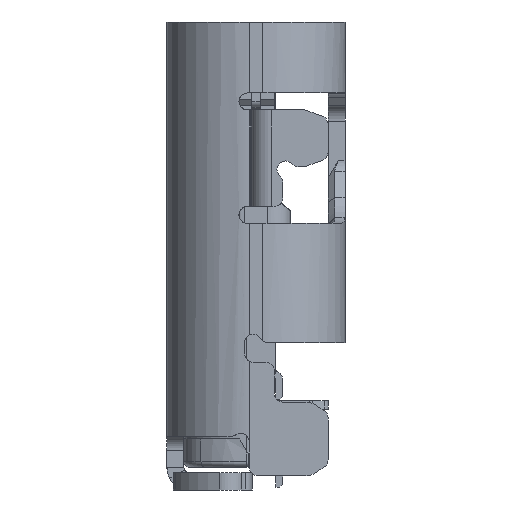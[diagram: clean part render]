
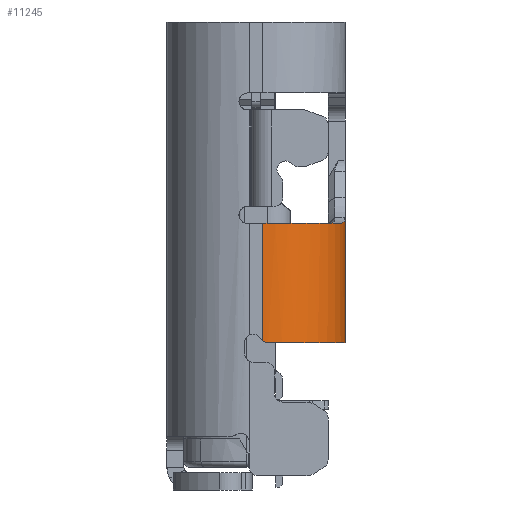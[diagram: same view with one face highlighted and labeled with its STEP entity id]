
A CAD part, left-side view. The second image highlights one B-rep face of the part: STEP entity #11245.
In plain terms, the highlighted cylindrical face has radius 1.45 mm (diameter 2.9 mm), a partial arc.
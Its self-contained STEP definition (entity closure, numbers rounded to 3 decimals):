
#54 = CARTESIAN_POINT ( 'NONE',  ( -4.47, -0.12, -0.915 ) ) ;
#333 = CARTESIAN_POINT ( 'NONE',  ( -4.467, -0.216, -0.95 ) ) ;
#853 = CARTESIAN_POINT ( 'NONE',  ( -4.47, -0.149, -0.939 ) ) ;
#1911 = CARTESIAN_POINT ( 'NONE',  ( -3.334, -1.536, 1.162 ) ) ;
#2387 = VERTEX_POINT ( 'NONE', #47471 ) ;
#5589 = CARTESIAN_POINT ( 'NONE',  ( -3.02, -0.12, -3.3 ) ) ;
#6259 = CARTESIAN_POINT ( 'NONE',  ( -3.156, -1.564, 1.201 ) ) ;
#6327 = EDGE_CURVE ( 'NONE', #33586, #31503, #38927, .T. ) ;
#8341 = VERTEX_POINT ( 'NONE', #46318 ) ;
#9229 = CARTESIAN_POINT ( 'NONE',  ( -3.415, -1.515, 1.153 ) ) ;
#9910 = B_SPLINE_CURVE_WITH_KNOTS ( 'NONE', 3,
 ( #34202, #30682, #29846, #47172, #9229, #30115, #39081, #1911, #18455, #51528, #25752, #30944, #10321, #43385, #6259, #17640, #22791, #42323, #50709, #31994, #15735 ),
 .UNSPECIFIED., .F., .F.,
 ( 4, 1, 1, 1, 1, 1, 1, 1, 1, 1, 1, 1, 1, 1, 1, 1, 1, 1, 4 ),
 ( 0., 0.1, 0.111, 0.2, 0.222, 0.3, 0.333, 0.4, 0.444, 0.5, 0.556, 0.6, 0.667, 0.7, 0.778, 0.8, 0.889, 0.9, 1. ),
 .UNSPECIFIED. ) ;
#10321 = CARTESIAN_POINT ( 'NONE',  ( -3.207, -1.558, 1.187 ) ) ;
#11245 = ADVANCED_FACE ( 'NONE', ( #29452 ), #26182, .T. ) ;
#11507 = CARTESIAN_POINT ( 'NONE',  ( -3.02, -0.12, 1.15 ) ) ;
#12427 = DIRECTION ( 'NONE',  ( 0., 0., 1. ) ) ;
#13186 = DIRECTION ( 'NONE',  ( 1., 0., 0. ) ) ;
#13576 = CARTESIAN_POINT ( 'NONE',  ( -4.467, -0.216, -0.95 ) ) ;
#15620 = EDGE_CURVE ( 'NONE', #8341, #2387, #32052, .T. ) ;
#15735 = CARTESIAN_POINT ( 'NONE',  ( -3.02, -1.57, 1.251 ) ) ;
#15873 = EDGE_CURVE ( 'NONE', #52198, #2387, #28680, .T. ) ;
#17640 = CARTESIAN_POINT ( 'NONE',  ( -3.135, -1.566, 1.207 ) ) ;
#18455 = CARTESIAN_POINT ( 'NONE',  ( -3.311, -1.541, 1.165 ) ) ;
#22125 = DIRECTION ( 'NONE',  ( 0., 0., 1. ) ) ;
#22791 = CARTESIAN_POINT ( 'NONE',  ( -3.104, -1.568, 1.218 ) ) ;
#23004 = B_SPLINE_CURVE_WITH_KNOTS ( 'NONE', 3,
 ( #333, #46400, #853, #54 ),
 .UNSPECIFIED., .F., .F.,
 ( 4, 4 ),
 ( 0., 1. ),
 .UNSPECIFIED. ) ;
#23393 = CARTESIAN_POINT ( 'NONE',  ( -3.02, -1.57, -0.95 ) ) ;
#24805 = DIRECTION ( 'NONE',  ( -0.998, -0.066, 0. ) ) ;
#25752 = CARTESIAN_POINT ( 'NONE',  ( -3.259, -1.55, 1.175 ) ) ;
#26182 = CYLINDRICAL_SURFACE ( 'NONE', #36654, 1.45 ) ;
#28680 = LINE ( 'NONE', #49547, #30344 ) ;
#28964 = CARTESIAN_POINT ( 'NONE',  ( -3.02, -1.57, 1.251 ) ) ;
#29452 = FACE_OUTER_BOUND ( 'NONE', #29743, .T. ) ;
#29743 = EDGE_LOOP ( 'NONE', ( #49878, #46784, #36082, #29960, #31526, #44639 ) ) ;
#29846 = CARTESIAN_POINT ( 'NONE',  ( -3.467, -1.499, 1.15 ) ) ;
#29960 = ORIENTED_EDGE ( 'NONE', *, *, #15620, .T. ) ;
#30115 = CARTESIAN_POINT ( 'NONE',  ( -3.385, -1.523, 1.156 ) ) ;
#30344 = VECTOR ( 'NONE', #12427, 1000. ) ;
#30682 = CARTESIAN_POINT ( 'NONE',  ( -3.485, -1.493, 1.15 ) ) ;
#30944 = CARTESIAN_POINT ( 'NONE',  ( -3.234, -1.554, 1.18 ) ) ;
#31503 = VERTEX_POINT ( 'NONE', #23393 ) ;
#31526 = ORIENTED_EDGE ( 'NONE', *, *, #15873, .F. ) ;
#31592 = EDGE_CURVE ( 'NONE', #33586, #52198, #23004, .T. ) ;
#31994 = CARTESIAN_POINT ( 'NONE',  ( -3.04, -1.57, 1.244 ) ) ;
#32052 = CIRCLE ( 'NONE', #40741, 1.45 ) ;
#33586 = VERTEX_POINT ( 'NONE', #13576 ) ;
#33829 = VECTOR ( 'NONE', #51117, 1000. ) ;
#34202 = CARTESIAN_POINT ( 'NONE',  ( -3.502, -1.488, 1.15 ) ) ;
#34389 = CARTESIAN_POINT ( 'NONE',  ( -4.47, -0.12, -0.915 ) ) ;
#34476 = EDGE_CURVE ( 'NONE', #8341, #50177, #9910, .T. ) ;
#35924 = EDGE_CURVE ( 'NONE', #50177, #31503, #46781, .T. ) ;
#36082 = ORIENTED_EDGE ( 'NONE', *, *, #34476, .F. ) ;
#36654 = AXIS2_PLACEMENT_3D ( 'NONE', #5589, #22125, #13186 ) ;
#36701 = DIRECTION ( 'NONE',  ( 0., 0., -1. ) ) ;
#38108 = DIRECTION ( 'NONE',  ( 0., 0., 1. ) ) ;
#38927 = CIRCLE ( 'NONE', #44926, 1.45 ) ;
#39081 = CARTESIAN_POINT ( 'NONE',  ( -3.363, -1.529, 1.158 ) ) ;
#40741 = AXIS2_PLACEMENT_3D ( 'NONE', #11507, #36701, #53231 ) ;
#41379 = CARTESIAN_POINT ( 'NONE',  ( -3.02, -0.12, -0.95 ) ) ;
#42323 = CARTESIAN_POINT ( 'NONE',  ( -3.084, -1.569, 1.225 ) ) ;
#43385 = CARTESIAN_POINT ( 'NONE',  ( -3.184, -1.561, 1.193 ) ) ;
#44639 = ORIENTED_EDGE ( 'NONE', *, *, #31592, .F. ) ;
#44926 = AXIS2_PLACEMENT_3D ( 'NONE', #41379, #38108, #24805 ) ;
#46262 = CARTESIAN_POINT ( 'NONE',  ( -3.02, -1.57, 1.251 ) ) ;
#46318 = CARTESIAN_POINT ( 'NONE',  ( -3.502, -1.488, 1.15 ) ) ;
#46400 = CARTESIAN_POINT ( 'NONE',  ( -4.469, -0.184, -0.95 ) ) ;
#46781 = LINE ( 'NONE', #46262, #33829 ) ;
#46784 = ORIENTED_EDGE ( 'NONE', *, *, #35924, .F. ) ;
#47172 = CARTESIAN_POINT ( 'NONE',  ( -3.435, -1.509, 1.152 ) ) ;
#47471 = CARTESIAN_POINT ( 'NONE',  ( -4.47, -0.12, 1.15 ) ) ;
#49547 = CARTESIAN_POINT ( 'NONE',  ( -4.47, -0.12, -0.915 ) ) ;
#49878 = ORIENTED_EDGE ( 'NONE', *, *, #6327, .T. ) ;
#50177 = VERTEX_POINT ( 'NONE', #28964 ) ;
#50709 = CARTESIAN_POINT ( 'NONE',  ( -3.055, -1.57, 1.237 ) ) ;
#51117 = DIRECTION ( 'NONE',  ( 0., 0., -1. ) ) ;
#51528 = CARTESIAN_POINT ( 'NONE',  ( -3.284, -1.546, 1.17 ) ) ;
#52198 = VERTEX_POINT ( 'NONE', #34389 ) ;
#53231 = DIRECTION ( 'NONE',  ( -0.332, -0.943, 0. ) ) ;
